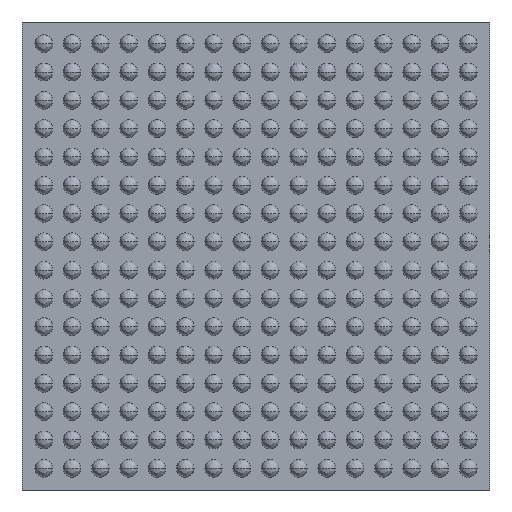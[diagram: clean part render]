
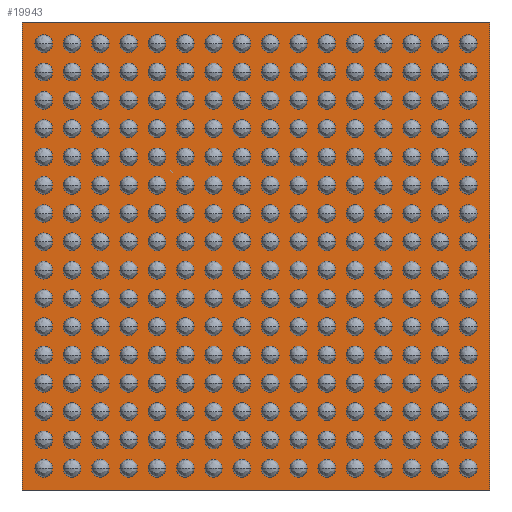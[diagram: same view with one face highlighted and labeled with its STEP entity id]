
A CAD part, front view. The second image highlights one B-rep face of the part: STEP entity #19943.
In plain terms, the highlighted planar face has unit normal (0, -1, 0).
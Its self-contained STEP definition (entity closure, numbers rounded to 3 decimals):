
#117 = ORIENTED_EDGE ( 'NONE', *, *, #1681, .T. ) ;
#637 = LINE ( 'NONE', #17068, #6592 ) ;
#1681 = EDGE_CURVE ( 'NONE', #25808, #12141, #13322, .T. ) ;
#3450 = CARTESIAN_POINT ( 'NONE',  ( -10.5, 0.7, 10.5 ) ) ;
#3628 = EDGE_CURVE ( 'NONE', #16514, #30206, #28578, .T. ) ;
#5155 = CARTESIAN_POINT ( 'NONE',  ( -10.5, 0.7, -10.5 ) ) ;
#6271 = PLANE ( 'NONE',  #22459 ) ;
#6592 = VECTOR ( 'NONE', #12646, 1000. ) ;
#7172 = LINE ( 'NONE', #26921, #29871 ) ;
#9422 = VECTOR ( 'NONE', #25050, 1000. ) ;
#12141 = VERTEX_POINT ( 'NONE', #13916 ) ;
#12646 = DIRECTION ( 'NONE',  ( 0., 0., -1. ) ) ;
#13322 = LINE ( 'NONE', #17996, #9422 ) ;
#13768 = CARTESIAN_POINT ( 'NONE',  ( 0., 0.7, 0. ) ) ;
#13916 = CARTESIAN_POINT ( 'NONE',  ( 10.5, 0.7, -10.5 ) ) ;
#14222 = DIRECTION ( 'NONE',  ( 0., 0., 1. ) ) ;
#15986 = CARTESIAN_POINT ( 'NONE',  ( 10.5, 0.7, 10.5 ) ) ;
#16514 = VERTEX_POINT ( 'NONE', #15986 ) ;
#17068 = CARTESIAN_POINT ( 'NONE',  ( -10.5, 0.7, 10.5 ) ) ;
#17670 = ORIENTED_EDGE ( 'NONE', *, *, #20790, .T. ) ;
#17996 = CARTESIAN_POINT ( 'NONE',  ( -10.5, 0.7, -10.5 ) ) ;
#18772 = ORIENTED_EDGE ( 'NONE', *, *, #3628, .T. ) ;
#18849 = DIRECTION ( 'NONE',  ( 0., -1., 0. ) ) ;
#19397 = EDGE_LOOP ( 'NONE', ( #117, #17670, #18772, #22147 ) ) ;
#19943 = ADVANCED_FACE ( 'NONE', ( #27829 ), #6271, .T. ) ;
#20790 = EDGE_CURVE ( 'NONE', #12141, #16514, #7172, .T. ) ;
#22147 = ORIENTED_EDGE ( 'NONE', *, *, #23861, .T. ) ;
#22459 = AXIS2_PLACEMENT_3D ( 'NONE', #13768, #18849, #23564 ) ;
#22737 = CARTESIAN_POINT ( 'NONE',  ( 10.5, 0.7, 10.5 ) ) ;
#23564 = DIRECTION ( 'NONE',  ( 0., 0., -1. ) ) ;
#23861 = EDGE_CURVE ( 'NONE', #30206, #25808, #637, .T. ) ;
#25050 = DIRECTION ( 'NONE',  ( 1., 0., 0. ) ) ;
#25245 = DIRECTION ( 'NONE',  ( -1., 0., 0. ) ) ;
#25808 = VERTEX_POINT ( 'NONE', #5155 ) ;
#26921 = CARTESIAN_POINT ( 'NONE',  ( 10.5, 0.7, -10.5 ) ) ;
#27829 = FACE_OUTER_BOUND ( 'NONE', #19397, .T. ) ;
#28578 = LINE ( 'NONE', #22737, #32119 ) ;
#29871 = VECTOR ( 'NONE', #14222, 1000. ) ;
#30206 = VERTEX_POINT ( 'NONE', #3450 ) ;
#32119 = VECTOR ( 'NONE', #25245, 1000. ) ;
